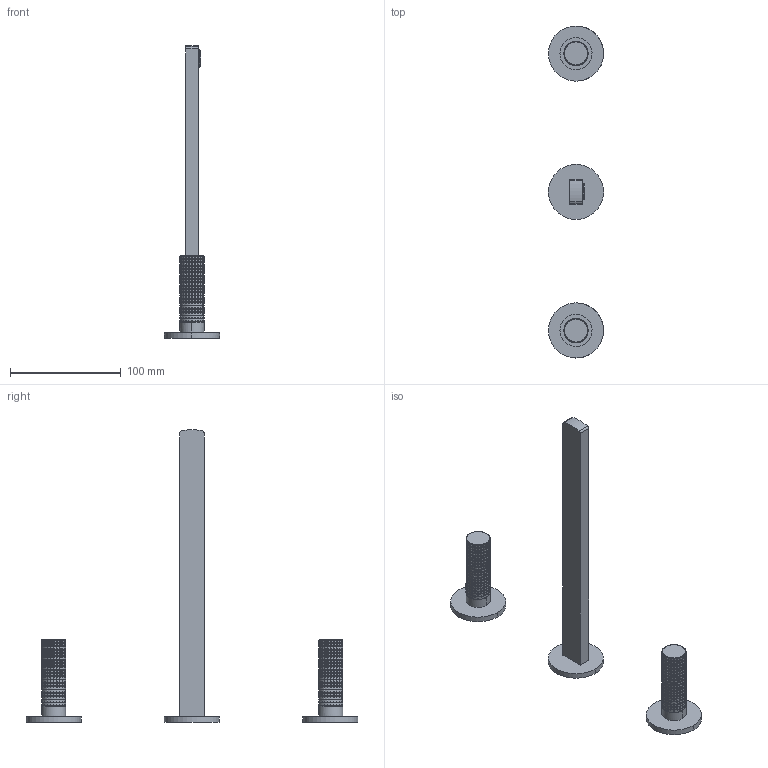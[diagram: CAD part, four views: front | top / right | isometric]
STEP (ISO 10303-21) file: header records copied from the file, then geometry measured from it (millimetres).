
FILE_DESCRIPTION(('CATIA V5 STEP Exchange','CAx-IF Rec.Pracs.--- Model Styling and Organization---1.5--- 2016-08-15','CAx-IF Rec.Pracs.---Supplemental Geometry---1.0---2011-11-01','CAx-IF Rec.Pracs.--- Composite Materials ---3.4---2017-06-13','CAx-IF Rec.Pracs.---Tessellated 3D Geometry---1.0---2015-12-17'),'2;1');
FILE_NAME('X2 01351.stp','2022-09-15T12:56:14+00:00',('none'),('none'),'CATIA Version 5-6 Release 2020 SP2','CATIA V5 STEP AP242 v2','none');
FILE_SCHEMA(('AP242_MANAGED_MODEL_BASED_3D_ENGINEERING_MIM_LF {1 0 10303 442 1 1 4}'));
Products named in the file (14): X2 01351; P46886; P46891; P96491; P52399; P42159; PR9D176; P47491; P47487; P46353; E-PGR.07; P50169; P99279; P47615
Assembly tree (17 placements, depth 3):
  X2 01351
    P46886  x2
    P46891
    P96491
    P52399  x2
    P42159  x2
    PR9D176
      P47491
    P47487  x2
    P46353
    E-PGR.07
    P50169
    P99279
    P47615
Bounding box: 49.8 x 299.93 x 264.5 mm (x, y, z)
Volume: 114742.6 mm3; surface area: 57415.6 mm2
Topology: 17 solids, 17 shells, 6078 faces, 18727 edges, 12763 vertices
Faces by surface type: cone 2064, plane 1756, cylinder 1482, torus 776
Entity records: 112184 total; most frequent: CARTESIAN_POINT 38350, ORIENTED_EDGE 20538, EDGE_CURVE 10269, VERTEX_POINT 6987, DIRECTION 6112, B_SPLINE_CURVE_WITH_KNOTS 5243, EDGE_LOOP 3508, ADVANCED_FACE 3398
